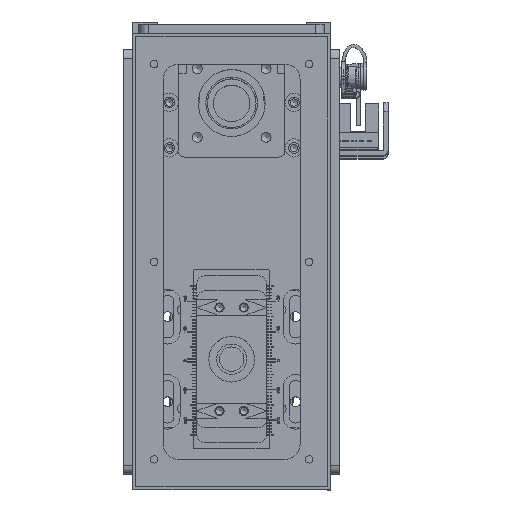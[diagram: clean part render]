
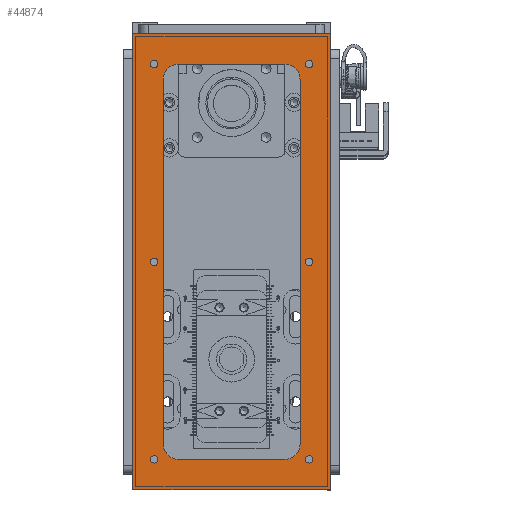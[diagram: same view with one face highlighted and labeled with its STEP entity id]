
A CAD part, top view. The second image highlights one B-rep face of the part: STEP entity #44874.
In plain terms, the highlighted planar face has unit normal (0, 0, 1).
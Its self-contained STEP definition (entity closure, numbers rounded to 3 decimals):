
#1642=FACE_BOUND('',#8217,.T.);
#1643=FACE_BOUND('',#8218,.T.);
#1644=FACE_BOUND('',#8219,.T.);
#1645=FACE_BOUND('',#8220,.T.);
#1646=FACE_BOUND('',#8221,.T.);
#1647=FACE_BOUND('',#8222,.T.);
#1648=FACE_BOUND('',#8223,.T.);
#3203=PLANE('',#48787);
#5466=FACE_OUTER_BOUND('',#8216,.T.);
#8216=EDGE_LOOP('',(#41922,#41923,#41924,#41925));
#8217=EDGE_LOOP('',(#41926));
#8218=EDGE_LOOP('',(#41927));
#8219=EDGE_LOOP('',(#41928));
#8220=EDGE_LOOP('',(#41929));
#8221=EDGE_LOOP('',(#41930));
#8222=EDGE_LOOP('',(#41931));
#8223=EDGE_LOOP('',(#41932,#41933,#41934,#41935,#41936,#41937,#41938,#41939));
#12905=LINE('',#75185,#17714);
#12911=LINE('',#75200,#17720);
#12915=LINE('',#75212,#17724);
#12918=LINE('',#75221,#17727);
#13027=LINE('',#75586,#17836);
#13031=LINE('',#75594,#17840);
#13034=LINE('',#75600,#17843);
#13037=LINE('',#75605,#17846);
#17714=VECTOR('',#60258,10.);
#17720=VECTOR('',#60272,10.);
#17724=VECTOR('',#60284,10.);
#17727=VECTOR('',#60295,10.);
#17836=VECTOR('',#60672,10.);
#17840=VECTOR('',#60678,10.);
#17843=VECTOR('',#60683,10.);
#17846=VECTOR('',#60688,10.);
#18997=CIRCLE('',#48634,5.);
#18999=CIRCLE('',#48638,5.);
#19001=CIRCLE('',#48642,5.);
#19003=CIRCLE('',#48646,5.);
#19017=CIRCLE('',#48668,1.23);
#19019=CIRCLE('',#48671,1.23);
#19021=CIRCLE('',#48674,1.23);
#19023=CIRCLE('',#48677,1.23);
#19025=CIRCLE('',#48680,1.23);
#19027=CIRCLE('',#48683,1.23);
#23078=VERTEX_POINT('',#75175);
#23079=VERTEX_POINT('',#75176);
#23082=VERTEX_POINT('',#75184);
#23084=VERTEX_POINT('',#75190);
#23085=VERTEX_POINT('',#75191);
#23088=VERTEX_POINT('',#75202);
#23089=VERTEX_POINT('',#75203);
#23092=VERTEX_POINT('',#75214);
#23106=VERTEX_POINT('',#75259);
#23108=VERTEX_POINT('',#75265);
#23110=VERTEX_POINT('',#75271);
#23112=VERTEX_POINT('',#75277);
#23114=VERTEX_POINT('',#75283);
#23116=VERTEX_POINT('',#75289);
#23214=VERTEX_POINT('',#75584);
#23215=VERTEX_POINT('',#75585);
#23218=VERTEX_POINT('',#75593);
#23220=VERTEX_POINT('',#75599);
#29250=EDGE_CURVE('',#23078,#23079,#18997,.T.);
#29254=EDGE_CURVE('',#23082,#23079,#12905,.T.);
#29257=EDGE_CURVE('',#23084,#23085,#18999,.T.);
#29262=EDGE_CURVE('',#23078,#23085,#12911,.T.);
#29263=EDGE_CURVE('',#23088,#23089,#19001,.T.);
#29268=EDGE_CURVE('',#23084,#23089,#12915,.T.);
#29269=EDGE_CURVE('',#23082,#23092,#19003,.T.);
#29273=EDGE_CURVE('',#23088,#23092,#12918,.T.);
#29292=EDGE_CURVE('',#23106,#23106,#19017,.T.);
#29295=EDGE_CURVE('',#23108,#23108,#19019,.T.);
#29298=EDGE_CURVE('',#23110,#23110,#19021,.T.);
#29301=EDGE_CURVE('',#23112,#23112,#19023,.T.);
#29304=EDGE_CURVE('',#23114,#23114,#19025,.T.);
#29307=EDGE_CURVE('',#23116,#23116,#19027,.T.);
#29454=EDGE_CURVE('',#23214,#23215,#13027,.T.);
#29458=EDGE_CURVE('',#23218,#23214,#13031,.T.);
#29461=EDGE_CURVE('',#23220,#23218,#13034,.T.);
#29464=EDGE_CURVE('',#23215,#23220,#13037,.T.);
#41922=ORIENTED_EDGE('',*,*,#29464,.F.);
#41923=ORIENTED_EDGE('',*,*,#29454,.F.);
#41924=ORIENTED_EDGE('',*,*,#29458,.F.);
#41925=ORIENTED_EDGE('',*,*,#29461,.F.);
#41926=ORIENTED_EDGE('',*,*,#29292,.T.);
#41927=ORIENTED_EDGE('',*,*,#29295,.T.);
#41928=ORIENTED_EDGE('',*,*,#29298,.T.);
#41929=ORIENTED_EDGE('',*,*,#29301,.T.);
#41930=ORIENTED_EDGE('',*,*,#29304,.T.);
#41931=ORIENTED_EDGE('',*,*,#29307,.T.);
#41932=ORIENTED_EDGE('',*,*,#29254,.T.);
#41933=ORIENTED_EDGE('',*,*,#29250,.F.);
#41934=ORIENTED_EDGE('',*,*,#29262,.T.);
#41935=ORIENTED_EDGE('',*,*,#29257,.F.);
#41936=ORIENTED_EDGE('',*,*,#29268,.T.);
#41937=ORIENTED_EDGE('',*,*,#29263,.F.);
#41938=ORIENTED_EDGE('',*,*,#29273,.T.);
#41939=ORIENTED_EDGE('',*,*,#29269,.F.);
#44874=ADVANCED_FACE('',(#5466,#1642,#1643,#1644,#1645,#1646,#1647,#1648),
#3203,.T.);
#48634=AXIS2_PLACEMENT_3D('',#75177,#60250,#60251);
#48638=AXIS2_PLACEMENT_3D('',#75192,#60263,#60264);
#48642=AXIS2_PLACEMENT_3D('',#75204,#60275,#60276);
#48646=AXIS2_PLACEMENT_3D('',#75215,#60287,#60288);
#48668=AXIS2_PLACEMENT_3D('',#75260,#60340,#60341);
#48671=AXIS2_PLACEMENT_3D('',#75266,#60347,#60348);
#48674=AXIS2_PLACEMENT_3D('',#75272,#60354,#60355);
#48677=AXIS2_PLACEMENT_3D('',#75278,#60361,#60362);
#48680=AXIS2_PLACEMENT_3D('',#75284,#60368,#60369);
#48683=AXIS2_PLACEMENT_3D('',#75290,#60375,#60376);
#48787=AXIS2_PLACEMENT_3D('',#75608,#60692,#60693);
#60250=DIRECTION('center_axis',(0.,0.,1.));
#60251=DIRECTION('ref_axis',(0.707,0.707,0.));
#60258=DIRECTION('',(1.,0.,0.));
#60263=DIRECTION('center_axis',(0.,0.,1.));
#60264=DIRECTION('ref_axis',(0.707,-0.707,0.));
#60272=DIRECTION('',(0.,-1.,0.));
#60275=DIRECTION('center_axis',(0.,0.,1.));
#60276=DIRECTION('ref_axis',(-0.707,-0.707,0.));
#60284=DIRECTION('',(-1.,0.,0.));
#60287=DIRECTION('center_axis',(0.,0.,1.));
#60288=DIRECTION('ref_axis',(-0.707,0.707,0.));
#60295=DIRECTION('',(0.,1.,0.));
#60340=DIRECTION('center_axis',(0.,0.,-1.));
#60341=DIRECTION('ref_axis',(1.,0.,0.));
#60347=DIRECTION('center_axis',(0.,0.,-1.));
#60348=DIRECTION('ref_axis',(1.,0.,0.));
#60354=DIRECTION('center_axis',(0.,0.,-1.));
#60355=DIRECTION('ref_axis',(1.,0.,0.));
#60361=DIRECTION('center_axis',(0.,0.,-1.));
#60362=DIRECTION('ref_axis',(1.,0.,0.));
#60368=DIRECTION('center_axis',(0.,0.,-1.));
#60369=DIRECTION('ref_axis',(1.,0.,0.));
#60375=DIRECTION('center_axis',(0.,0.,-1.));
#60376=DIRECTION('ref_axis',(1.,0.,0.));
#60672=DIRECTION('',(0.,1.,0.));
#60678=DIRECTION('',(-1.,0.,0.));
#60683=DIRECTION('',(0.,-1.,0.));
#60688=DIRECTION('',(1.,0.,0.));
#60692=DIRECTION('center_axis',(0.,0.,1.));
#60693=DIRECTION('ref_axis',(1.,0.,0.));
#75175=CARTESIAN_POINT('',(65.,17.5,0.));
#75176=CARTESIAN_POINT('',(60.,22.5,0.));
#75177=CARTESIAN_POINT('Origin',(60.,17.5,0.));
#75184=CARTESIAN_POINT('',(-60.,22.5,0.));
#75185=CARTESIAN_POINT('',(-32.5,22.5,0.));
#75190=CARTESIAN_POINT('',(60.,-22.5,0.));
#75191=CARTESIAN_POINT('',(65.,-17.5,0.));
#75192=CARTESIAN_POINT('Origin',(60.,-17.5,0.));
#75200=CARTESIAN_POINT('',(65.,11.25,0.));
#75202=CARTESIAN_POINT('',(-65.,-17.5,0.));
#75203=CARTESIAN_POINT('',(-60.,-22.5,0.));
#75204=CARTESIAN_POINT('Origin',(-60.,-17.5,0.));
#75212=CARTESIAN_POINT('',(32.5,-22.5,0.));
#75214=CARTESIAN_POINT('',(-65.,17.5,0.));
#75215=CARTESIAN_POINT('Origin',(-60.,17.5,0.));
#75221=CARTESIAN_POINT('',(-65.,-11.25,0.));
#75259=CARTESIAN_POINT('',(-1.23,25.5,0.));
#75260=CARTESIAN_POINT('Origin',(0.,25.5,0.));
#75265=CARTESIAN_POINT('',(63.771,-25.5,0.));
#75266=CARTESIAN_POINT('Origin',(65.,-25.5,0.));
#75271=CARTESIAN_POINT('',(-66.23,25.5,0.));
#75272=CARTESIAN_POINT('Origin',(-65.,25.5,0.));
#75277=CARTESIAN_POINT('',(-66.23,-25.5,0.));
#75278=CARTESIAN_POINT('Origin',(-65.,-25.5,0.));
#75283=CARTESIAN_POINT('',(63.771,25.5,0.));
#75284=CARTESIAN_POINT('Origin',(65.,25.5,0.));
#75289=CARTESIAN_POINT('',(-1.23,-25.5,0.));
#75290=CARTESIAN_POINT('Origin',(0.,-25.5,0.));
#75584=CARTESIAN_POINT('',(-75.,-32.5,0.));
#75585=CARTESIAN_POINT('',(-75.,32.5,0.));
#75586=CARTESIAN_POINT('',(-75.,-32.5,0.));
#75593=CARTESIAN_POINT('',(75.,-32.5,0.));
#75594=CARTESIAN_POINT('',(75.,-32.5,0.));
#75599=CARTESIAN_POINT('',(75.,32.5,0.));
#75600=CARTESIAN_POINT('',(75.,32.5,0.));
#75605=CARTESIAN_POINT('',(-75.,32.5,0.));
#75608=CARTESIAN_POINT('Origin',(0.,0.,0.));
